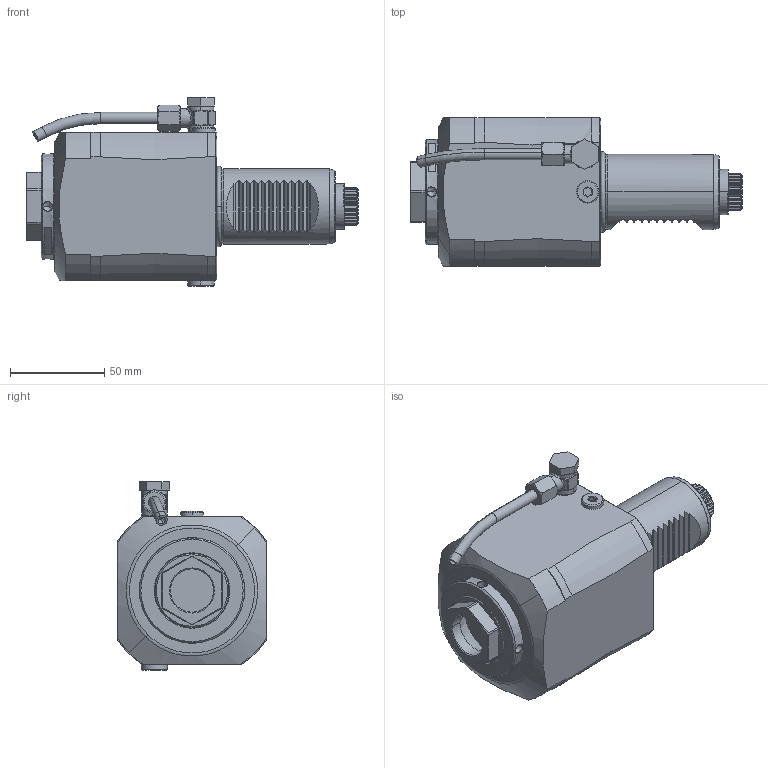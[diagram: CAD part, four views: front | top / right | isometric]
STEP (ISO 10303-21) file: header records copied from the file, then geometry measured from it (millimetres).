
FILE_DESCRIPTION((''),'2;1');
FILE_NAME('NGT1_40_135_32_3HD','2022-05-24T',('vali'),('NOVA GRUP'),'PRO/ENGINEER BY PARAMETRIC TECHNOLOGY CORPORATION, 2010280','PRO/ENGINEER BY PARAMETRIC TECHNOLOGY CORPORATION, 2010280','');
FILE_SCHEMA(('CONFIG_CONTROL_DESIGN'));
Length unit declared in the file: millimetre
Products named in the file (1): NGT1_40_135_32_3HD
Bounding box: 176.5 x 79 x 100.4 mm (x, y, z)
Volume: 605659.8 mm3; surface area: 54804.3 mm2
Topology: 2 solids, 3 shells, 495 faces, 1322 edges, 848 vertices
Faces by surface type: cylinder 196, plane 155, cone 74, torus 38, bspline 32
Entity records: 19943 total; most frequent: CARTESIAN_POINT 8198, ORIENTED_EDGE 2628, DIRECTION 2213, EDGE_CURVE 1314, AXIS2_PLACEMENT_3D 855, VERTEX_POINT 848, EDGE_LOOP 526, VECTOR 503
